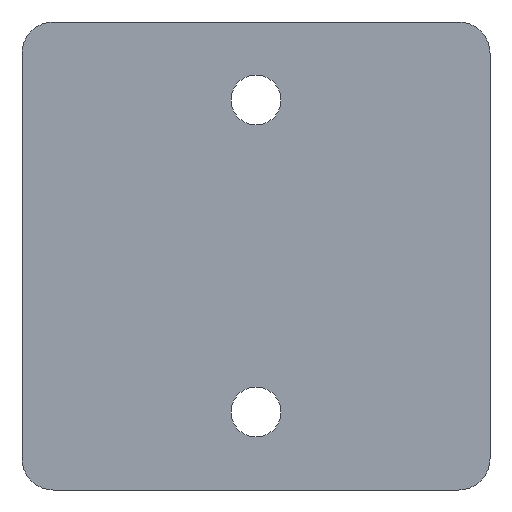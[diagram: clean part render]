
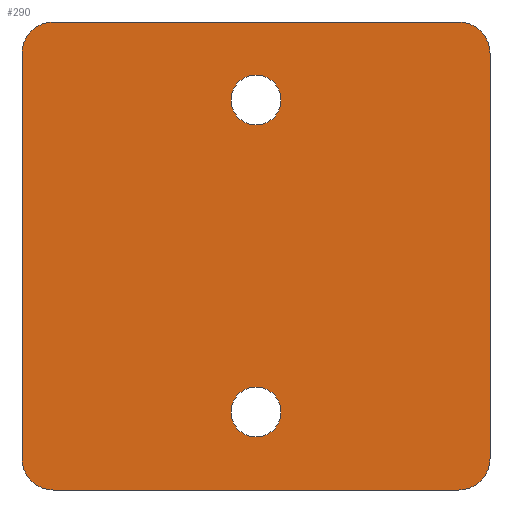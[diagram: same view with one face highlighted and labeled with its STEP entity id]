
A CAD part, front view. The second image highlights one B-rep face of the part: STEP entity #290.
In plain terms, the highlighted planar face has unit normal (0, -1, 0).
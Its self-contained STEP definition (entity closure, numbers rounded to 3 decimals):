
#23=FACE_BOUND('',#68,.T.);
#24=FACE_BOUND('',#69,.T.);
#32=PLANE('',#327);
#48=FACE_OUTER_BOUND('',#67,.T.);
#67=EDGE_LOOP('',(#257,#258,#259,#260,#261,#262,#263,#264));
#68=EDGE_LOOP('',(#265));
#69=EDGE_LOOP('',(#266));
#74=LINE('',#435,#94);
#80=LINE('',#467,#100);
#83=LINE('',#475,#103);
#85=LINE('',#481,#105);
#94=VECTOR('',#342,10.);
#100=VECTOR('',#374,10.);
#103=VECTOR('',#383,10.);
#105=VECTOR('',#391,10.);
#111=CIRCLE('',#295,2.);
#117=CIRCLE('',#308,2.);
#118=CIRCLE('',#311,2.);
#119=CIRCLE('',#314,2.);
#120=CIRCLE('',#317,1.6);
#121=CIRCLE('',#319,1.6);
#126=VERTEX_POINT('',#425);
#127=VERTEX_POINT('',#427);
#129=VERTEX_POINT('',#433);
#141=VERTEX_POINT('',#461);
#142=VERTEX_POINT('',#465);
#143=VERTEX_POINT('',#469);
#144=VERTEX_POINT('',#473);
#145=VERTEX_POINT('',#477);
#146=VERTEX_POINT('',#483);
#147=VERTEX_POINT('',#487);
#152=EDGE_CURVE('',#126,#127,#111,.T.);
#156=EDGE_CURVE('',#126,#129,#74,.T.);
#170=EDGE_CURVE('',#141,#129,#117,.T.);
#172=EDGE_CURVE('',#141,#142,#80,.T.);
#174=EDGE_CURVE('',#143,#142,#118,.T.);
#176=EDGE_CURVE('',#143,#144,#83,.T.);
#178=EDGE_CURVE('',#145,#144,#119,.T.);
#179=EDGE_CURVE('',#145,#127,#85,.T.);
#181=EDGE_CURVE('',#146,#146,#120,.T.);
#183=EDGE_CURVE('',#147,#147,#121,.T.);
#257=ORIENTED_EDGE('',*,*,#152,.F.);
#258=ORIENTED_EDGE('',*,*,#156,.T.);
#259=ORIENTED_EDGE('',*,*,#170,.F.);
#260=ORIENTED_EDGE('',*,*,#172,.T.);
#261=ORIENTED_EDGE('',*,*,#174,.F.);
#262=ORIENTED_EDGE('',*,*,#176,.T.);
#263=ORIENTED_EDGE('',*,*,#178,.F.);
#264=ORIENTED_EDGE('',*,*,#179,.T.);
#265=ORIENTED_EDGE('',*,*,#181,.T.);
#266=ORIENTED_EDGE('',*,*,#183,.T.);
#290=ADVANCED_FACE('',(#48,#23,#24),#32,.T.);
#295=AXIS2_PLACEMENT_3D('',#428,#335,#336);
#308=AXIS2_PLACEMENT_3D('',#463,#369,#370);
#311=AXIS2_PLACEMENT_3D('',#471,#378,#379);
#314=AXIS2_PLACEMENT_3D('',#479,#387,#388);
#317=AXIS2_PLACEMENT_3D('',#485,#395,#396);
#319=AXIS2_PLACEMENT_3D('',#489,#400,#401);
#327=AXIS2_PLACEMENT_3D('',#501,#418,#419);
#335=DIRECTION('center_axis',(0.,1.,0.));
#336=DIRECTION('ref_axis',(0.707,0.,0.707));
#342=DIRECTION('',(-1.,0.,0.));
#369=DIRECTION('center_axis',(0.,1.,0.));
#370=DIRECTION('ref_axis',(-0.707,0.,0.707));
#374=DIRECTION('',(0.,0.,-1.));
#378=DIRECTION('center_axis',(0.,1.,0.));
#379=DIRECTION('ref_axis',(-0.707,0.,-0.707));
#383=DIRECTION('',(1.,0.,0.));
#387=DIRECTION('center_axis',(0.,1.,0.));
#388=DIRECTION('ref_axis',(0.707,0.,-0.707));
#391=DIRECTION('',(0.,0.,1.));
#395=DIRECTION('center_axis',(0.,1.,0.));
#396=DIRECTION('ref_axis',(0.,0.,1.));
#400=DIRECTION('center_axis',(0.,1.,0.));
#401=DIRECTION('ref_axis',(0.,0.,1.));
#418=DIRECTION('center_axis',(0.,-1.,0.));
#419=DIRECTION('ref_axis',(1.,0.,0.));
#425=CARTESIAN_POINT('',(13.,-5.2,15.));
#427=CARTESIAN_POINT('',(15.,-5.2,13.));
#428=CARTESIAN_POINT('Origin',(13.,-5.2,13.));
#433=CARTESIAN_POINT('',(-13.,-5.2,15.));
#435=CARTESIAN_POINT('',(15.,-5.2,15.));
#461=CARTESIAN_POINT('',(-15.,-5.2,13.));
#463=CARTESIAN_POINT('Origin',(-13.,-5.2,13.));
#465=CARTESIAN_POINT('',(-15.,-5.2,-13.));
#467=CARTESIAN_POINT('',(-15.,-5.2,15.));
#469=CARTESIAN_POINT('',(-13.,-5.2,-15.));
#471=CARTESIAN_POINT('Origin',(-13.,-5.2,-13.));
#473=CARTESIAN_POINT('',(13.,-5.2,-15.));
#475=CARTESIAN_POINT('',(-15.,-5.2,-15.));
#477=CARTESIAN_POINT('',(15.,-5.2,-13.));
#479=CARTESIAN_POINT('Origin',(13.,-5.2,-13.));
#481=CARTESIAN_POINT('',(15.,-5.2,-15.));
#483=CARTESIAN_POINT('',(0.,-5.2,-11.6));
#485=CARTESIAN_POINT('Origin',(0.,-5.2,-10.));
#487=CARTESIAN_POINT('',(0.,-5.2,8.4));
#489=CARTESIAN_POINT('Origin',(0.,-5.2,10.));
#501=CARTESIAN_POINT('Origin',(0.,-5.2,0.));
